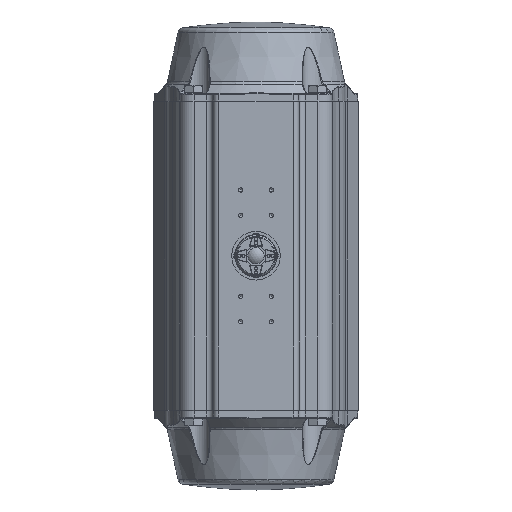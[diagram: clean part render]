
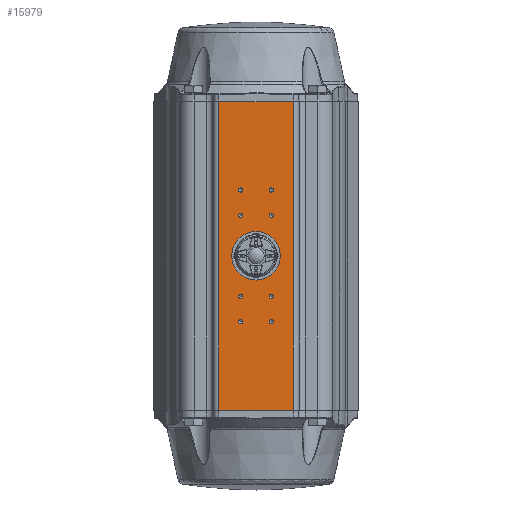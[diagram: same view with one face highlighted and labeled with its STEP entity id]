
A CAD part, top view. The second image highlights one B-rep face of the part: STEP entity #15979.
In plain terms, the highlighted face is planar.
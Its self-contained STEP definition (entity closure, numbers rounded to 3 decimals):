
#880=PLANE('',#17672);
#1636=CIRCLE('',#16923,2.1);
#1638=CIRCLE('',#16927,2.1);
#1640=CIRCLE('',#16931,2.1);
#1642=CIRCLE('',#16935,2.1);
#1644=CIRCLE('',#16939,2.1);
#1646=CIRCLE('',#16943,2.1);
#1648=CIRCLE('',#16947,2.1);
#1650=CIRCLE('',#16951,2.1);
#1742=CIRCLE('',#17098,23.9);
#5816=ORIENTED_EDGE('',*,*,#8289,.F.);
#5817=ORIENTED_EDGE('',*,*,#8290,.T.);
#5818=ORIENTED_EDGE('',*,*,#8291,.T.);
#5819=ORIENTED_EDGE('',*,*,#8292,.T.);
#5820=ORIENTED_EDGE('',*,*,#7365,.F.);
#5821=ORIENTED_EDGE('',*,*,#7363,.F.);
#5822=ORIENTED_EDGE('',*,*,#7361,.F.);
#5823=ORIENTED_EDGE('',*,*,#7359,.F.);
#5824=ORIENTED_EDGE('',*,*,#7357,.F.);
#5825=ORIENTED_EDGE('',*,*,#7355,.F.);
#5826=ORIENTED_EDGE('',*,*,#7353,.F.);
#5827=ORIENTED_EDGE('',*,*,#7351,.F.);
#5828=ORIENTED_EDGE('',*,*,#7529,.F.);
#7351=EDGE_CURVE('',#9172,#9172,#1636,.T.);
#7353=EDGE_CURVE('',#9175,#9175,#1638,.T.);
#7355=EDGE_CURVE('',#9178,#9178,#1640,.T.);
#7357=EDGE_CURVE('',#9181,#9181,#1642,.T.);
#7359=EDGE_CURVE('',#9184,#9184,#1644,.T.);
#7361=EDGE_CURVE('',#9187,#9187,#1646,.T.);
#7363=EDGE_CURVE('',#9190,#9190,#1648,.T.);
#7365=EDGE_CURVE('',#9193,#9193,#1650,.T.);
#7529=EDGE_CURVE('',#9358,#9358,#1742,.T.);
#8289=EDGE_CURVE('',#9760,#9761,#10499,.T.);
#8290=EDGE_CURVE('',#9760,#9762,#10500,.T.);
#8291=EDGE_CURVE('',#9762,#9763,#10501,.T.);
#8292=EDGE_CURVE('',#9763,#9761,#10502,.T.);
#9172=VERTEX_POINT('',#26242);
#9175=VERTEX_POINT('',#26249);
#9178=VERTEX_POINT('',#26256);
#9181=VERTEX_POINT('',#26263);
#9184=VERTEX_POINT('',#26270);
#9187=VERTEX_POINT('',#26277);
#9190=VERTEX_POINT('',#26284);
#9193=VERTEX_POINT('',#26291);
#9358=VERTEX_POINT('',#28234);
#9760=VERTEX_POINT('',#36439);
#9761=VERTEX_POINT('',#36440);
#9762=VERTEX_POINT('',#36442);
#9763=VERTEX_POINT('',#36444);
#10499=LINE('',#36438,#11320);
#10500=LINE('',#36441,#11321);
#10501=LINE('',#36443,#11322);
#10502=LINE('',#36445,#11323);
#11320=VECTOR('',#21545,1000.);
#11321=VECTOR('',#21546,1000.);
#11322=VECTOR('',#21547,1000.);
#11323=VECTOR('',#21548,1000.);
#12496=EDGE_LOOP('',(#5816,#5817,#5818,#5819));
#12497=EDGE_LOOP('',(#5820));
#12498=EDGE_LOOP('',(#5821));
#12499=EDGE_LOOP('',(#5822));
#12500=EDGE_LOOP('',(#5823));
#12501=EDGE_LOOP('',(#5824));
#12502=EDGE_LOOP('',(#5825));
#12503=EDGE_LOOP('',(#5826));
#12504=EDGE_LOOP('',(#5827));
#12505=EDGE_LOOP('',(#5828));
#13676=FACE_BOUND('',#12496,.T.);
#13677=FACE_BOUND('',#12497,.T.);
#13678=FACE_BOUND('',#12498,.T.);
#13679=FACE_BOUND('',#12499,.T.);
#13680=FACE_BOUND('',#12500,.T.);
#13681=FACE_BOUND('',#12501,.T.);
#13682=FACE_BOUND('',#12502,.T.);
#13683=FACE_BOUND('',#12503,.T.);
#13684=FACE_BOUND('',#12504,.T.);
#13685=FACE_BOUND('',#12505,.T.);
#15979=ADVANCED_FACE('',(#13676,#13677,#13678,#13679,#13680,#13681,#13682,
#13683,#13684,#13685),#880,.T.);
#16923=AXIS2_PLACEMENT_3D('',#26241,#19861,#19862);
#16927=AXIS2_PLACEMENT_3D('',#26248,#19869,#19870);
#16931=AXIS2_PLACEMENT_3D('',#26255,#19877,#19878);
#16935=AXIS2_PLACEMENT_3D('',#26262,#19885,#19886);
#16939=AXIS2_PLACEMENT_3D('',#26269,#19893,#19894);
#16943=AXIS2_PLACEMENT_3D('',#26276,#19901,#19902);
#16947=AXIS2_PLACEMENT_3D('',#26283,#19909,#19910);
#16951=AXIS2_PLACEMENT_3D('',#26290,#19917,#19918);
#17098=AXIS2_PLACEMENT_3D('',#28233,#20223,#20224);
#17672=AXIS2_PLACEMENT_3D('',#36437,#21543,#21544);
#19861=DIRECTION('',(0.,1.,0.));
#19862=DIRECTION('',(0.,0.,1.));
#19869=DIRECTION('',(0.,1.,0.));
#19870=DIRECTION('',(0.,0.,1.));
#19877=DIRECTION('',(0.,1.,0.));
#19878=DIRECTION('',(0.,0.,1.));
#19885=DIRECTION('',(0.,1.,0.));
#19886=DIRECTION('',(0.,0.,1.));
#19893=DIRECTION('',(0.,1.,0.));
#19894=DIRECTION('',(0.,0.,1.));
#19901=DIRECTION('',(0.,1.,0.));
#19902=DIRECTION('',(0.,0.,1.));
#19909=DIRECTION('',(0.,1.,0.));
#19910=DIRECTION('',(0.,0.,1.));
#19917=DIRECTION('',(0.,1.,0.));
#19918=DIRECTION('',(0.,0.,1.));
#20223=DIRECTION('',(0.,1.,0.));
#20224=DIRECTION('',(-1.,0.,0.));
#21543=DIRECTION('',(0.,1.,0.));
#21544=DIRECTION('',(1.,0.,0.));
#21545=DIRECTION('',(0.,0.,-1.));
#21546=DIRECTION('',(1.,0.,0.));
#21547=DIRECTION('',(0.,0.,-1.));
#21548=DIRECTION('',(-1.,0.,0.));
#26241=CARTESIAN_POINT('',(-15.,98.,-65.));
#26242=CARTESIAN_POINT('',(-15.,98.,-62.9));
#26248=CARTESIAN_POINT('',(-15.,98.,-40.));
#26249=CARTESIAN_POINT('',(-15.,98.,-37.9));
#26255=CARTESIAN_POINT('',(15.,98.,-65.));
#26256=CARTESIAN_POINT('',(15.,98.,-62.9));
#26262=CARTESIAN_POINT('',(15.,98.,-40.));
#26263=CARTESIAN_POINT('',(15.,98.,-37.9));
#26269=CARTESIAN_POINT('',(-15.,98.,40.));
#26270=CARTESIAN_POINT('',(-15.,98.,42.1));
#26276=CARTESIAN_POINT('',(-15.,98.,65.));
#26277=CARTESIAN_POINT('',(-15.,98.,67.1));
#26283=CARTESIAN_POINT('',(15.,98.,65.));
#26284=CARTESIAN_POINT('',(15.,98.,67.1));
#26290=CARTESIAN_POINT('',(15.,98.,40.));
#26291=CARTESIAN_POINT('',(15.,98.,42.1));
#28233=CARTESIAN_POINT('',(0.,98.,0.));
#28234=CARTESIAN_POINT('',(-23.9,98.,0.));
#36437=CARTESIAN_POINT('',(0.,98.,152.75));
#36438=CARTESIAN_POINT('',(-36.52,98.,152.75));
#36439=CARTESIAN_POINT('',(-36.52,98.,152.25));
#36440=CARTESIAN_POINT('',(-36.52,98.,-152.25));
#36441=CARTESIAN_POINT('',(0.,98.,152.25));
#36442=CARTESIAN_POINT('',(36.52,98.,152.25));
#36443=CARTESIAN_POINT('',(36.52,98.,152.75));
#36444=CARTESIAN_POINT('',(36.52,98.,-152.25));
#36445=CARTESIAN_POINT('',(-36.52,98.,-152.25));
